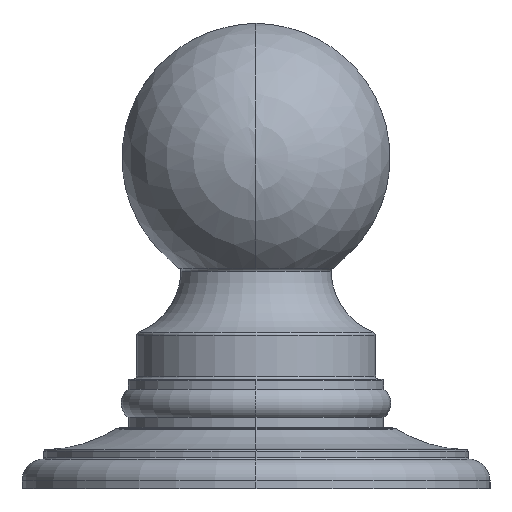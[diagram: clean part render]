
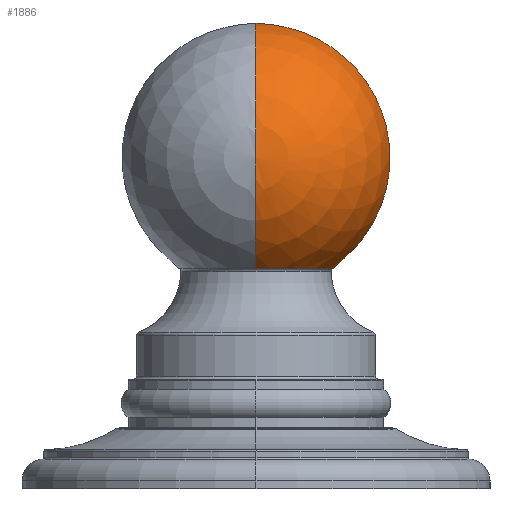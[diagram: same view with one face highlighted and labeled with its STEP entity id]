
A CAD part, left-side view. The second image highlights one B-rep face of the part: STEP entity #1886.
In plain terms, the highlighted spherical face has radius 21.971 mm.
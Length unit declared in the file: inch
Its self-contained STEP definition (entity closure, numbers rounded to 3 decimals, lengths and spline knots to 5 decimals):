
#350=CARTESIAN_POINT('',(-9.,0.,1.40982));
#351=DIRECTION('',(0.,0.,1.));
#352=DIRECTION('',(-1.,0.,0.));
#353=AXIS2_PLACEMENT_3D('',#350,#351,#352);
#365=CARTESIAN_POINT('',(-8.50591,0.,2.12257));
#366=DIRECTION('',(1.,0.,0.));
#367=DIRECTION('',(0.,0.,1.));
#368=AXIS2_PLACEMENT_3D('',#365,#366,#367);
#370=CARTESIAN_POINT('',(-8.50591,0.,2.12257));
#371=DIRECTION('',(1.,0.,0.));
#372=DIRECTION('',(0.,-1.,0.));
#373=AXIS2_PLACEMENT_3D('',#370,#371,#372);
#375=CARTESIAN_POINT('',(-9.,0.,2.12257));
#376=DIRECTION('',(0.,-1.,0.));
#377=DIRECTION('',(0.567,0.,-0.824));
#378=AXIS2_PLACEMENT_3D('',#375,#376,#377);
#380=CARTESIAN_POINT('',(-9.,0.,2.12257));
#381=DIRECTION('',(0.,-1.,0.));
#382=DIRECTION('',(-1.,0.,0.));
#383=AXIS2_PLACEMENT_3D('',#380,#381,#382);
#385=CARTESIAN_POINT('',(-9.,0.,2.12257));
#386=DIRECTION('',(0.,1.,0.));
#387=DIRECTION('',(-1.,0.,0.));
#388=AXIS2_PLACEMENT_3D('',#385,#386,#387);
#1166=CARTESIAN_POINT('',(-8.5099,0.,1.40982));
#1168=VERTEX_POINT('',#1166);
#1170=CARTESIAN_POINT('',(-9.4901,0.,1.40982));
#1171=VERTEX_POINT('',#1170);
#1172=CARTESIAN_POINT('',(-9.865,0.,2.12257));
#1173=VERTEX_POINT('',#1172);
#1207=CARTESIAN_POINT('',(-8.50591,0.,2.83257));
#1209=VERTEX_POINT('',#1207);
#1210=CARTESIAN_POINT('',(-8.50591,0.,1.41257));
#1211=VERTEX_POINT('',#1210);
#1212=CARTESIAN_POINT('',(-8.50591,-0.71,2.12257));
#1213=VERTEX_POINT('',#1212);
#1868=CARTESIAN_POINT('',(-9.,0.,2.12257));
#1869=DIRECTION('',(-1.,0.,0.));
#1870=DIRECTION('',(0.,0.,-1.));
#1871=AXIS2_PLACEMENT_3D('',#1868,#1869,#1870);
#1872=SPHERICAL_SURFACE('',#1871,0.865);
#1874=ORIENTED_EDGE('',*,*,#1873,.T.);
#1876=ORIENTED_EDGE('',*,*,#1875,.T.);
#1878=ORIENTED_EDGE('',*,*,#1877,.F.);
#1879=ORIENTED_EDGE('',*,*,#1855,.F.);
#1881=ORIENTED_EDGE('',*,*,#1880,.F.);
#1883=ORIENTED_EDGE('',*,*,#1882,.T.);
#1884=EDGE_LOOP('',(#1874,#1876,#1878,#1879,#1881,#1883));
#1885=FACE_OUTER_BOUND('',#1884,.F.);
#1886=ADVANCED_FACE('',(#1885),#1872,.T.);
#354=CIRCLE('',#353,0.4901);
#369=CIRCLE('',#368,0.71);
#374=CIRCLE('',#373,0.71);
#379=CIRCLE('',#378,0.865);
#384=CIRCLE('',#383,0.865);
#389=CIRCLE('',#388,0.865);
#1855=EDGE_CURVE('',#1171,#1168,#354,.T.);
#1873=EDGE_CURVE('',#1209,#1213,#369,.T.);
#1875=EDGE_CURVE('',#1213,#1211,#374,.T.);
#1877=EDGE_CURVE('',#1168,#1211,#379,.T.);
#1880=EDGE_CURVE('',#1173,#1171,#384,.T.);
#1882=EDGE_CURVE('',#1173,#1209,#389,.T.);
